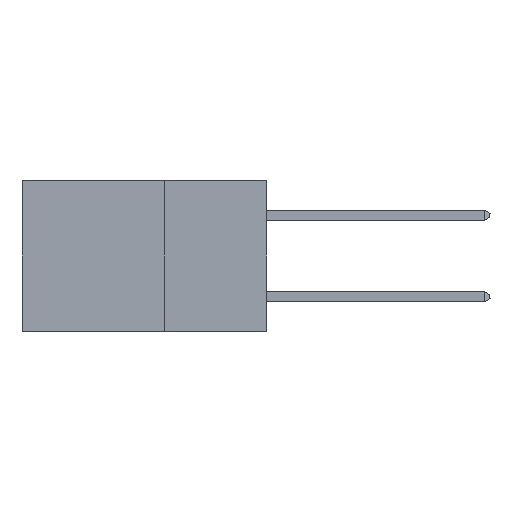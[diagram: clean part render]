
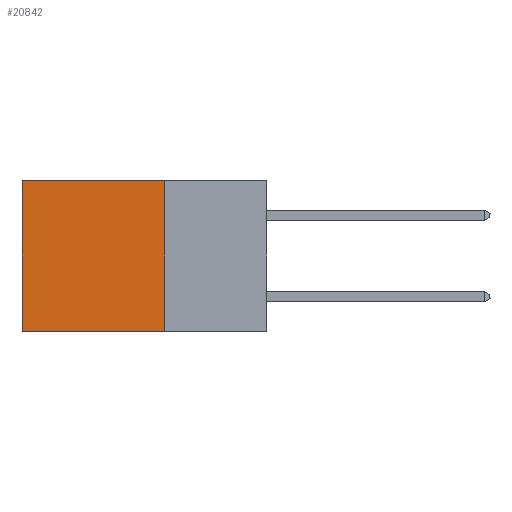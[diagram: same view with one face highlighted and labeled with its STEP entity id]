
A CAD part, left-side view. The second image highlights one B-rep face of the part: STEP entity #20842.
In plain terms, the highlighted planar face has unit normal (-1, 0, 0).
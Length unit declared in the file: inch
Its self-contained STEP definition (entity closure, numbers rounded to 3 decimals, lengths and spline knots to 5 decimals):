
#409 = CARTESIAN_POINT ( 'NONE',  ( 0.2875, 0.25, 0. ) ) ;
#536 = LINE ( 'NONE', #10123, #18843 ) ;
#630 = ORIENTED_EDGE ( 'NONE', *, *, #8566, .F. ) ;
#924 = VERTEX_POINT ( 'NONE', #13742 ) ;
#2377 = VECTOR ( 'NONE', #17369, 39.37008 ) ;
#2444 = DIRECTION ( 'NONE',  ( 0., 0., -1. ) ) ;
#2839 = VERTEX_POINT ( 'NONE', #6797 ) ;
#3241 = ORIENTED_EDGE ( 'NONE', *, *, #7120, .T. ) ;
#3247 = LINE ( 'NONE', #409, #15796 ) ;
#3350 = ORIENTED_EDGE ( 'NONE', *, *, #9626, .T. ) ;
#3454 = VECTOR ( 'NONE', #18408, 39.37008 ) ;
#4529 = LINE ( 'NONE', #9551, #3454 ) ;
#4932 = DIRECTION ( 'NONE',  ( 0., 1., 0. ) ) ;
#4991 = AXIS2_PLACEMENT_3D ( 'NONE', #14660, #6086, #2444 ) ;
#6086 = DIRECTION ( 'NONE',  ( 1., 0., 0. ) ) ;
#6797 = CARTESIAN_POINT ( 'NONE',  ( 0.2875, 0.25, 0. ) ) ;
#7120 = EDGE_CURVE ( 'NONE', #2839, #18061, #4529, .T. ) ;
#8082 = LINE ( 'NONE', #13865, #2377 ) ;
#8165 = ORIENTED_EDGE ( 'NONE', *, *, #19791, .F. ) ;
#8566 = EDGE_CURVE ( 'NONE', #2839, #924, #3247, .T. ) ;
#9551 = CARTESIAN_POINT ( 'NONE',  ( 0.2875, 0.25, 0. ) ) ;
#9626 = EDGE_CURVE ( 'NONE', #18061, #19761, #8082, .T. ) ;
#10123 = CARTESIAN_POINT ( 'NONE',  ( 0.2875, 0.25, -0.37 ) ) ;
#11009 = EDGE_LOOP ( 'NONE', ( #3350, #8165, #630, #3241 ) ) ;
#13742 = CARTESIAN_POINT ( 'NONE',  ( 0.2875, 0.25, -0.37 ) ) ;
#13865 = CARTESIAN_POINT ( 'NONE',  ( 0.2875, 0.6, 0. ) ) ;
#14660 = CARTESIAN_POINT ( 'NONE',  ( 0.2875, 0.25, 0. ) ) ;
#15796 = VECTOR ( 'NONE', #17906, 39.37008 ) ;
#16544 = PLANE ( 'NONE',  #4991 ) ;
#17369 = DIRECTION ( 'NONE',  ( 0., 0., -1. ) ) ;
#17906 = DIRECTION ( 'NONE',  ( 0., 0., -1. ) ) ;
#18061 = VERTEX_POINT ( 'NONE', #21079 ) ;
#18408 = DIRECTION ( 'NONE',  ( 0., 1., 0. ) ) ;
#18735 = CARTESIAN_POINT ( 'NONE',  ( 0.2875, 0.6, -0.37 ) ) ;
#18843 = VECTOR ( 'NONE', #4932, 39.37008 ) ;
#19761 = VERTEX_POINT ( 'NONE', #18735 ) ;
#19791 = EDGE_CURVE ( 'NONE', #924, #19761, #536, .T. ) ;
#20448 = FACE_OUTER_BOUND ( 'NONE', #11009, .T. ) ;
#20842 = ADVANCED_FACE ( 'NONE', ( #20448 ), #16544, .F. ) ;
#21079 = CARTESIAN_POINT ( 'NONE',  ( 0.2875, 0.6, 0. ) ) ;
